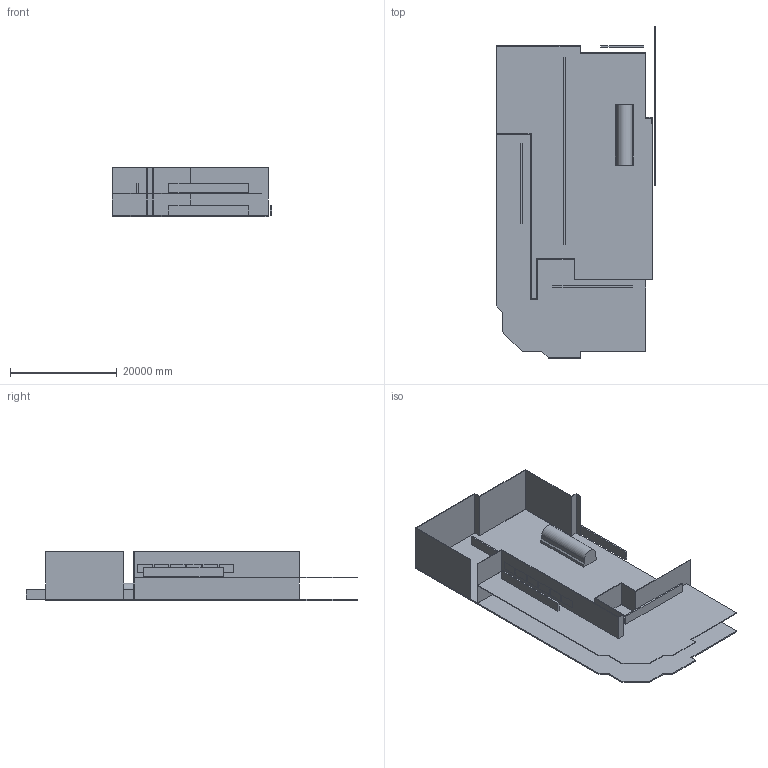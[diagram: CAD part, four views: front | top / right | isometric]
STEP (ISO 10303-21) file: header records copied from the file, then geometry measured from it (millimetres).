
FILE_DESCRIPTION(('FreeCAD Model'),'2;1');
FILE_NAME('Open CASCADE Shape Model','2025-02-26T19:39:21',(''),(''), 'Open CASCADE STEP processor 7.7','FreeCAD','Unknown');
FILE_SCHEMA(('AUTOMOTIVE_DESIGN { 1 0 10303 214 1 1 1 1 }'));
Length unit declared in the file: millimetre
Products named in the file (30): DetailedArcWithFloorPlan; HumanPhantoms; ControlRoom; LunchArea; ParkingArea; Office_1F; Office_2F; OpenLab; VacuumChamberAssembly; VacuumChamber; Window; Building; FirstFloor; SecondFloor; FirstFloorWalls; SecondFloorWalls; Glass; Glass001; Glass002; Glass003; Glass004; Glass005; Glass006; ConcreteVault; Arc; BeamDumpAssembly; W_Plate; HDPE_Block_02; Pb_Block; HDPE_Block_01
Assembly tree (29 placements, depth 4):
  DetailedArcWithFloorPlan
    HumanPhantoms
      ControlRoom
      LunchArea
      ParkingArea
      Office_1F
      Office_2F
      OpenLab
    VacuumChamberAssembly
      VacuumChamber
      Window
    Building
      FirstFloor
      SecondFloor
      FirstFloorWalls
      SecondFloorWalls
      Glass
        Glass001
        Glass002
        Glass003
        Glass004
        Glass005
        Glass006
    ConcreteVault
      Arc
    BeamDumpAssembly
      W_Plate
      HDPE_Block_02
      Pb_Block
      HDPE_Block_01
Bounding box: 29930.4 x 62260.8 x 9254 mm (x, y, z)
Volume: 745390608525.9 mm3; surface area: 7558200659.7 mm2
Topology: 23 solids, 24 shells, 255 faces, 600 edges, 400 vertices
Faces by surface type: plane 251, cylinder 4
Full cylindrical faces by diameter (mm): 199.2 x1, 200 x1
Entity records: 7934 total; most frequent: CARTESIAN_POINT 1285, ORIENTED_EDGE 1200, DIRECTION 1178, EDGE_CURVE 600, LINE 592, VECTOR 592, VERTEX_POINT 400, AXIS2_PLACEMENT_3D 293
